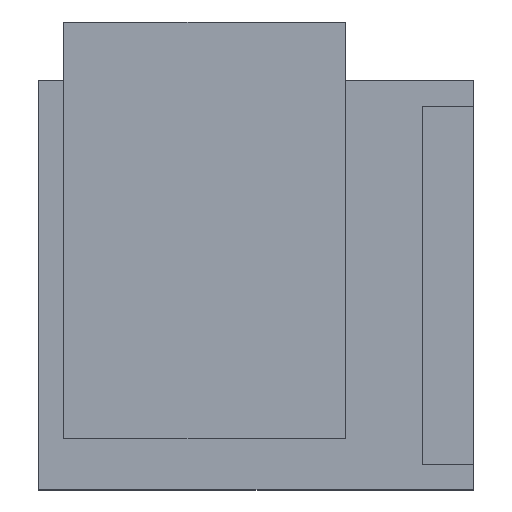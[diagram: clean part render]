
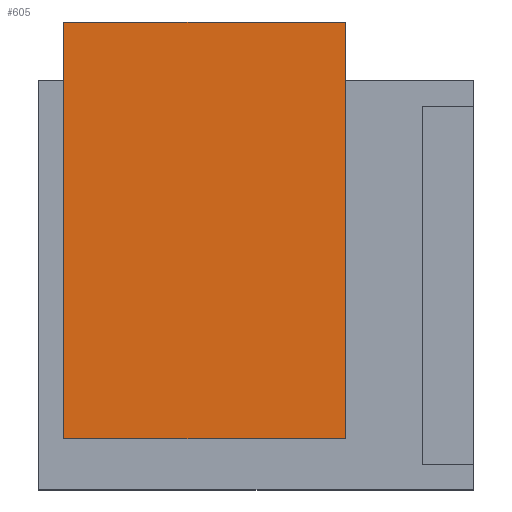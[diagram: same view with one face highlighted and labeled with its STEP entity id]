
A CAD part, top view. The second image highlights one B-rep face of the part: STEP entity #605.
In plain terms, the highlighted planar face has unit normal (0, 0, 1).
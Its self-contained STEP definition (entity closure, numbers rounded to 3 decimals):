
#81=PLANE('',#708);
#113=FACE_OUTER_BOUND('',#161,.T.);
#161=EDGE_LOOP('',(#547,#548,#549,#550));
#209=LINE('',#1028,#265);
#212=LINE('',#1034,#268);
#215=LINE('',#1040,#271);
#218=LINE('',#1044,#274);
#265=VECTOR('',#859,10.);
#268=VECTOR('',#864,10.);
#271=VECTOR('',#869,10.);
#274=VECTOR('',#874,10.);
#333=VERTEX_POINT('',#1025);
#334=VERTEX_POINT('',#1027);
#336=VERTEX_POINT('',#1033);
#338=VERTEX_POINT('',#1039);
#401=EDGE_CURVE('',#334,#333,#209,.T.);
#404=EDGE_CURVE('',#336,#334,#212,.T.);
#407=EDGE_CURVE('',#338,#336,#215,.T.);
#410=EDGE_CURVE('',#333,#338,#218,.T.);
#547=ORIENTED_EDGE('',*,*,#410,.T.);
#548=ORIENTED_EDGE('',*,*,#407,.T.);
#549=ORIENTED_EDGE('',*,*,#404,.T.);
#550=ORIENTED_EDGE('',*,*,#401,.T.);
#605=ADVANCED_FACE('',(#113),#81,.T.);
#708=AXIS2_PLACEMENT_3D('',#1045,#875,#876);
#859=DIRECTION('',(-1.,0.,0.));
#864=DIRECTION('',(0.,1.,0.));
#869=DIRECTION('',(1.,0.,0.));
#874=DIRECTION('',(0.,-1.,0.));
#875=DIRECTION('center_axis',(0.,0.,1.));
#876=DIRECTION('ref_axis',(1.,0.,0.));
#1025=CARTESIAN_POINT('',(-14.,20.7,0.1));
#1027=CARTESIAN_POINT('',(0.,20.7,0.1));
#1028=CARTESIAN_POINT('',(0.,20.7,0.1));
#1033=CARTESIAN_POINT('',(0.,0.,0.1));
#1034=CARTESIAN_POINT('',(0.,0.,0.1));
#1039=CARTESIAN_POINT('',(-14.,0.,0.1));
#1040=CARTESIAN_POINT('',(-14.,0.,0.1));
#1044=CARTESIAN_POINT('',(-14.,20.7,0.1));
#1045=CARTESIAN_POINT('Origin',(-7.,10.35,0.1));
